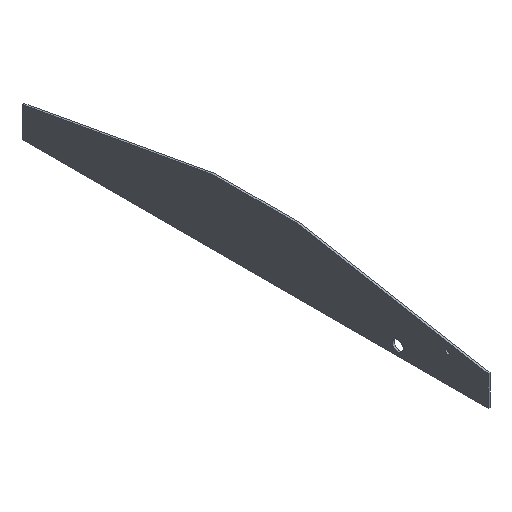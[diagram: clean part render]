
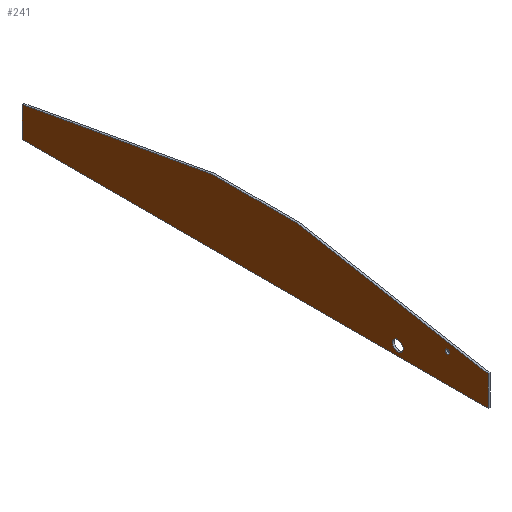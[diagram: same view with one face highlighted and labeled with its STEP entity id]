
A CAD part, isometric view. The second image highlights one B-rep face of the part: STEP entity #241.
In plain terms, the highlighted planar face has unit normal (-1, 0, 0).
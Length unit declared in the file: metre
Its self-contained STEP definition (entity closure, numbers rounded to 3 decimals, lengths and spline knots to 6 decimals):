
#23=LINE('',#366,#41);
#27=LINE('',#374,#45);
#30=LINE('',#380,#48);
#33=LINE('',#386,#51);
#36=LINE('',#392,#54);
#38=LINE('',#395,#56);
#41=VECTOR('',#298,1.);
#45=VECTOR('',#304,1.);
#48=VECTOR('',#309,1.);
#51=VECTOR('',#314,1.);
#54=VECTOR('',#319,1.);
#56=VECTOR('',#323,1.);
#63=PLANE('',#271);
#93=ORIENTED_EDGE('',*,*,#141,.F.);
#94=ORIENTED_EDGE('',*,*,#142,.T.);
#95=ORIENTED_EDGE('',*,*,#125,.T.);
#96=ORIENTED_EDGE('',*,*,#129,.T.);
#97=ORIENTED_EDGE('',*,*,#132,.F.);
#98=ORIENTED_EDGE('',*,*,#135,.T.);
#99=ORIENTED_EDGE('',*,*,#138,.T.);
#100=ORIENTED_EDGE('',*,*,#140,.F.);
#125=EDGE_CURVE('',#153,#152,#23,.T.);
#129=EDGE_CURVE('',#152,#155,#27,.T.);
#132=EDGE_CURVE('',#157,#155,#30,.T.);
#135=EDGE_CURVE('',#157,#159,#33,.T.);
#138=EDGE_CURVE('',#159,#161,#36,.T.);
#140=EDGE_CURVE('',#153,#161,#38,.T.);
#141=EDGE_CURVE('',#162,#162,#171,.T.);
#142=EDGE_CURVE('',#163,#163,#172,.F.);
#152=VERTEX_POINT('',#365);
#153=VERTEX_POINT('',#367);
#155=VERTEX_POINT('',#373);
#157=VERTEX_POINT('',#379);
#159=VERTEX_POINT('',#385);
#161=VERTEX_POINT('',#391);
#162=VERTEX_POINT('',#398);
#163=VERTEX_POINT('',#400);
#171=CIRCLE('',#272,0.004961);
#172=CIRCLE('',#273,0.0127);
#186=EDGE_LOOP('',(#93));
#187=EDGE_LOOP('',(#94));
#188=EDGE_LOOP('',(#95,#96,#97,#98,#99,#100));
#212=FACE_BOUND('',#186,.T.);
#213=FACE_BOUND('',#187,.T.);
#214=FACE_BOUND('',#188,.T.);
#241=ADVANCED_FACE('',(#212,#213,#214),#63,.T.);
#271=AXIS2_PLACEMENT_3D('',#396,#324,#325);
#272=AXIS2_PLACEMENT_3D('',#397,#326,#327);
#273=AXIS2_PLACEMENT_3D('',#399,#328,#329);
#298=DIRECTION('',(0.,0.,-1.));
#304=DIRECTION('',(0.,-1.,0.));
#309=DIRECTION('',(0.,0.,-1.));
#314=DIRECTION('',(0.,0.984,0.179));
#319=DIRECTION('',(0.,1.,0.));
#323=DIRECTION('',(0.,-0.984,0.179));
#324=DIRECTION('',(-1.,0.,0.));
#325=DIRECTION('',(0.,-1.,0.));
#326=DIRECTION('',(-1.,0.,0.));
#327=DIRECTION('',(0.,-1.,0.));
#328=DIRECTION('',(-1.,0.,0.));
#329=DIRECTION('',(0.,-1.,0.));
#365=CARTESIAN_POINT('',(-0.432955,0.381057,-0.014125));
#366=CARTESIAN_POINT('',(-0.432955,0.381057,0.023975));
#367=CARTESIAN_POINT('',(-0.432955,0.381057,0.058322));
#373=CARTESIAN_POINT('',(-0.432955,-0.734659,-0.014125));
#374=CARTESIAN_POINT('',(-0.432955,-0.176801,-0.014125));
#379=CARTESIAN_POINT('',(-0.432955,-0.734659,0.058322));
#380=CARTESIAN_POINT('',(-0.432955,-0.734659,0.023975));
#385=CARTESIAN_POINT('',(-0.432955,-0.278401,0.14145));
#386=CARTESIAN_POINT('',(-0.432955,-0.504942,0.100175));
#391=CARTESIAN_POINT('',(-0.432955,-0.075201,0.14145));
#392=CARTESIAN_POINT('',(-0.432955,-0.227601,0.14145));
#395=CARTESIAN_POINT('',(-0.432955,0.151341,0.100175));
#396=CARTESIAN_POINT('',(-0.432955,-0.176801,0.097));
#397=CARTESIAN_POINT('',(-0.432955,-0.637331,0.055279));
#398=CARTESIAN_POINT('',(-0.432955,-0.642292,0.055279));
#399=CARTESIAN_POINT('',(-0.432955,-0.518759,0.0081));
#400=CARTESIAN_POINT('',(-0.432955,-0.531459,0.0081));
